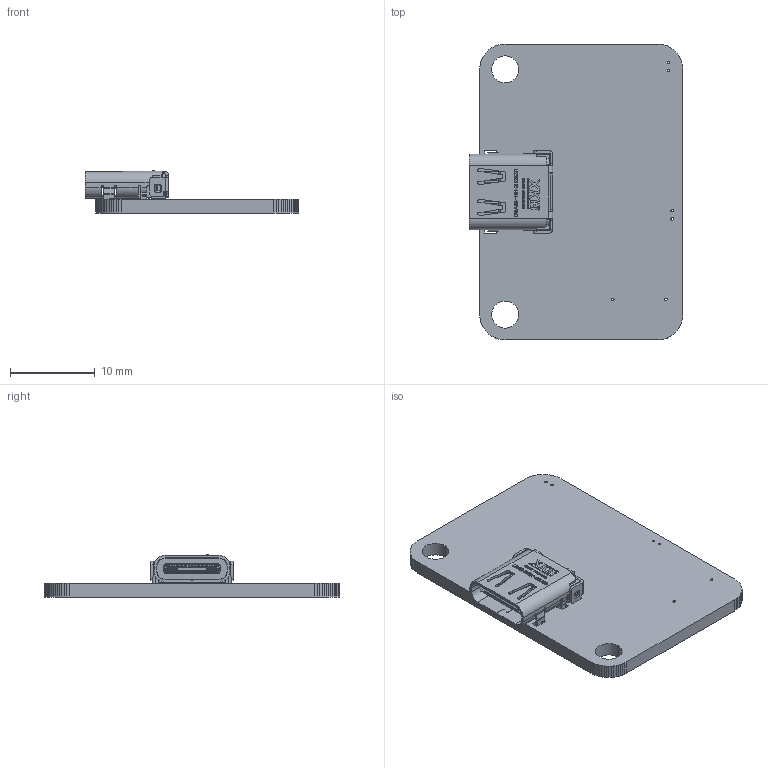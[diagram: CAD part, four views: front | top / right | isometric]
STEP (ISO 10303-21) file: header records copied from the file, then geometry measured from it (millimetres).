
FILE_DESCRIPTION(('PCB Model'),'2;1');
FILE_NAME('USB3.STEP','2024-02-09T19:58:09',('pritesh'),('Unspecified' ),'Open CASCADE STEP processor 6.8','Proteus','Unknown');
FILE_SCHEMA(('AUTOMOTIVE_DESIGN { 1 0 10303 214 1 1 1 1 }'));
Length unit declared in the file: millimetre
Products named in the file (39): Open CASCADE STEP translator 6.8 1; Layer_1; J1; Open CASCADE STEP translator 6.8 1.2.1; Body_1; COMPOUND; =>[0:1:1:4]; =>[0:1:1:5]; =>[0:1:1:6]; =>[0:1:1:7]; =>[0:1:1:8]; =>[0:1:1:9]; =>[0:1:1:10]; =>[0:1:1:11]; =>[0:1:1:12]; =>[0:1:1:13]; =>[0:1:1:14]; =>[0:1:1:15]; =>[0:1:1:16]; =>[0:1:1:17]; =>[0:1:1:18]; =>[0:1:1:19]; =>[0:1:1:20]; =>[0:1:1:21]; =>[0:1:1:22]; =>[0:1:1:23]; =>[0:1:1:24]; =>[0:1:1:25]; =>[0:1:1:26]; =>[0:1:1:27]; =>[0:1:1:28]; =>[0:1:1:29]; =>[0:1:1:30]; =>[0:1:1:31]; =>[0:1:1:32]; =>[0:1:1:33]; =>[0:1:1:34]; =>[0:1:1:35]; SHELL
Assembly tree (38 placements, depth 6):
  Open CASCADE STEP translator 6.8 1
    Layer_1
    J1
      Open CASCADE STEP translator 6.8 1.2.1
        Body_1
          COMPOUND
            =>[0:1:1:4]
            =>[0:1:1:5]
            =>[0:1:1:6]
            =>[0:1:1:7]
            =>[0:1:1:8]
            =>[0:1:1:9]
            =>[0:1:1:10]
            =>[0:1:1:11]
            =>[0:1:1:12]
            =>[0:1:1:13]
            =>[0:1:1:14]
            =>[0:1:1:15]
            =>[0:1:1:16]
            =>[0:1:1:17]
            =>[0:1:1:18]
            =>[0:1:1:19]
            =>[0:1:1:20]
            =>[0:1:1:21]
            =>[0:1:1:22]
            =>[0:1:1:23]
            =>[0:1:1:24]
            =>[0:1:1:25]
            =>[0:1:1:26]
            =>[0:1:1:27]
            =>[0:1:1:28]
            =>[0:1:1:29]
            =>[0:1:1:30]
            =>[0:1:1:31]
            =>[0:1:1:32]
            =>[0:1:1:33]
            =>[0:1:1:34]
            =>[0:1:1:35]
          SHELL
Bounding box: 25.26 x 35 x 4.97 mm (x, y, z)
Volume: 1327.9 mm3; surface area: 2538.3 mm2
Topology: 33 solids, 34 shells, 1725 faces, 4939 edges, 3284 vertices
Faces by surface type: plane 1451, cylinder 260, cone 8, extrusion 6
Entity records: 57454 total; most frequent: CARTESIAN_POINT 10341, ORIENTED_EDGE 9865, DIRECTION 8967, EDGE_CURVE 4939, VECTOR 4299, LINE 4293, VERTEX_POINT 3284, AXIS2_PLACEMENT_3D 2334
